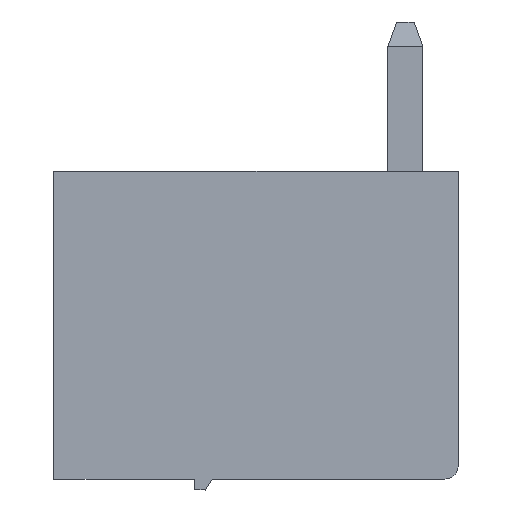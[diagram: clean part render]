
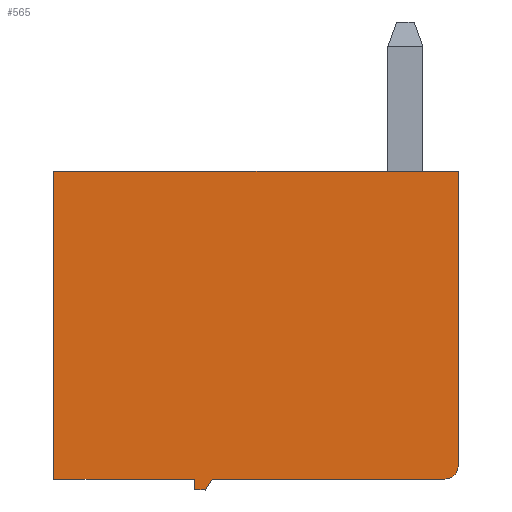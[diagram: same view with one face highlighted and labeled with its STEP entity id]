
A CAD part, front view. The second image highlights one B-rep face of the part: STEP entity #565.
In plain terms, the highlighted planar face has unit normal (0, -1, 0).
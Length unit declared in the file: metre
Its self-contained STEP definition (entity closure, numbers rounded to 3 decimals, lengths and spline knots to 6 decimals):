
#565=ADVANCED_FACE('',(#1507),#1508,.T.);
#1507=FACE_OUTER_BOUND('',#2835,.T.);
#1508=PLANE('',#2836);
#2835=EDGE_LOOP('',(#4702,#4703,#4704,#4705,#4706,#4707,#4708,#4709,#4710));
#2836=AXIS2_PLACEMENT_3D('',#4711,#4712,#4713);
#4702=ORIENTED_EDGE('',*,*,#8191,.F.);
#4703=ORIENTED_EDGE('',*,*,#8031,.F.);
#4704=ORIENTED_EDGE('',*,*,#8257,.F.);
#4705=ORIENTED_EDGE('',*,*,#8261,.F.);
#4706=ORIENTED_EDGE('',*,*,#8265,.F.);
#4707=ORIENTED_EDGE('',*,*,#8269,.F.);
#4708=ORIENTED_EDGE('',*,*,#8272,.F.);
#4709=ORIENTED_EDGE('',*,*,#8253,.F.);
#4710=ORIENTED_EDGE('',*,*,#8249,.F.);
#4711=CARTESIAN_POINT('',(0.0089,-0.046415,-0.0067));
#4712=DIRECTION('',(0.,-1.0,0.));
#4713=DIRECTION('',(0.0,0.,-1.0));
#8031=EDGE_CURVE('',#9646,#9642,#9648,.T.);
#8191=EDGE_CURVE('',#9642,#9962,#9963,.T.);
#8249=EDGE_CURVE('',#9962,#9985,#10060,.T.);
#8253=EDGE_CURVE('',#9985,#10063,#10066,.T.);
#8257=EDGE_CURVE('',#10070,#9646,#10072,.T.);
#8261=EDGE_CURVE('',#10076,#10070,#10078,.T.);
#8265=EDGE_CURVE('',#10082,#10076,#10084,.T.);
#8269=EDGE_CURVE('',#10088,#10082,#10090,.T.);
#8272=EDGE_CURVE('',#10063,#10088,#10093,.T.);
#9642=VERTEX_POINT('',#12003);
#9646=VERTEX_POINT('',#12009);
#9648=LINE('',#12012,#12013);
#9962=VERTEX_POINT('',#12478);
#9963=LINE('',#12479,#12480);
#9985=VERTEX_POINT('',#12512);
#10060=LINE('',#12633,#12634);
#10063=VERTEX_POINT('',#12637);
#10066=CIRCLE('',#12641,0.0003);
#10070=VERTEX_POINT('',#12646);
#10072=LINE('',#12649,#12650);
#10076=VERTEX_POINT('',#12655);
#10078=LINE('',#12658,#12659);
#10082=VERTEX_POINT('',#12664);
#10084=LINE('',#12667,#12668);
#10088=VERTEX_POINT('',#12673);
#10090=LINE('',#12676,#12677);
#10093=LINE('',#12681,#12682);
#12003=CARTESIAN_POINT('',(0.,-0.046415,0.));
#12009=CARTESIAN_POINT('',(0.,-0.046415,-0.007));
#12012=CARTESIAN_POINT('',(0.,-0.046415,0.));
#12013=VECTOR('',#15175,1.0);
#12478=CARTESIAN_POINT('',(0.0092,-0.046415,0.));
#12479=CARTESIAN_POINT('',(0.0065,-0.046415,0.));
#12480=VECTOR('',#15348,1.0);
#12512=CARTESIAN_POINT('',(0.0092,-0.046415,-0.0067));
#12633=CARTESIAN_POINT('',(0.0092,-0.046415,-0.0067));
#12634=VECTOR('',#15405,1.0);
#12637=CARTESIAN_POINT('',(0.0089,-0.046415,-0.007));
#12641=AXIS2_PLACEMENT_3D('',#15410,#15411,#15412);
#12646=CARTESIAN_POINT('',(0.0032,-0.046415,-0.007));
#12649=CARTESIAN_POINT('',(0.,-0.046415,-0.007));
#12650=VECTOR('',#15415,1.0);
#12655=CARTESIAN_POINT('',(0.0032,-0.046415,-0.00725));
#12658=CARTESIAN_POINT('',(0.0032,-0.046415,-0.007));
#12659=VECTOR('',#15418,1.0);
#12664=CARTESIAN_POINT('',(0.00345,-0.046415,-0.00725));
#12667=CARTESIAN_POINT('',(0.0032,-0.046415,-0.00725));
#12668=VECTOR('',#15421,1.0);
#12673=CARTESIAN_POINT('',(0.0036,-0.046415,-0.007));
#12676=CARTESIAN_POINT('',(0.00345,-0.046415,-0.00725));
#12677=VECTOR('',#15424,1.0);
#12681=CARTESIAN_POINT('',(0.0036,-0.046415,-0.007));
#12682=VECTOR('',#15426,1.0);
#15175=DIRECTION('',(0.,0.,1.0));
#15348=DIRECTION('',(1.0,0.,0.));
#15405=DIRECTION('',(0.,0.,-1.0));
#15410=CARTESIAN_POINT('',(0.0089,-0.046415,-0.0067));
#15411=DIRECTION('',(0.,1.0,0.));
#15412=DIRECTION('',(-0.707,0.,0.707));
#15415=DIRECTION('',(-1.0,0.,0.));
#15418=DIRECTION('',(0.,0.,1.0));
#15421=DIRECTION('',(-1.0,0.,0.));
#15424=DIRECTION('',(-0.514,0.,-0.857));
#15426=DIRECTION('',(-1.0,0.,0.));
